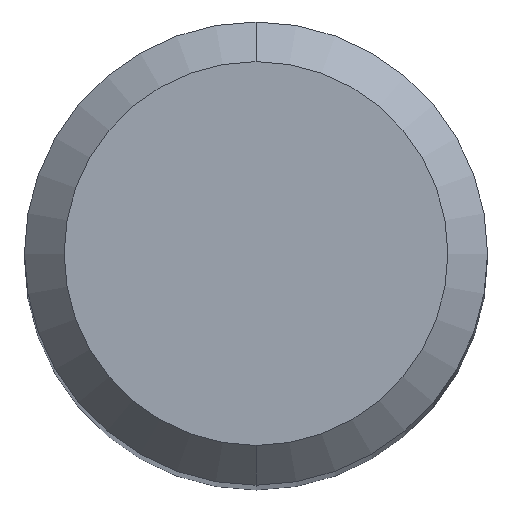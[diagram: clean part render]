
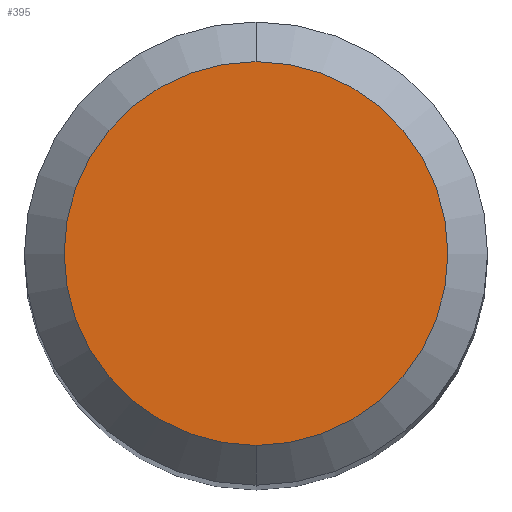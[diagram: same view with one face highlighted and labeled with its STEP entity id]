
A CAD part, top view. The second image highlights one B-rep face of the part: STEP entity #395.
In plain terms, the highlighted planar face has unit normal (0, 0, 1).
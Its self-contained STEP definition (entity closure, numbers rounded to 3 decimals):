
#273=EDGE_CURVE('',#529,#457,#635,.T.);
#373=EDGE_CURVE('',#457,#529,#743,.T.);
#395=ADVANCED_FACE('',(#767),#768,.T.);
#457=VERTEX_POINT('',#840);
#529=VERTEX_POINT('',#921);
#635=CIRCLE('',#1069,1.45);
#743=CIRCLE('',#1265,1.45);
#767=FACE_OUTER_BOUND('',#1297,.T.);
#768=PLANE('',#1298);
#840=CARTESIAN_POINT('',(0.,-1.45,0.0));
#921=CARTESIAN_POINT('',(0.0,1.45,0.0));
#1069=AXIS2_PLACEMENT_3D('',#1726,#1727,#1728);
#1265=AXIS2_PLACEMENT_3D('',#1856,#1857,#1858);
#1297=EDGE_LOOP('',(#1884,#1885));
#1298=AXIS2_PLACEMENT_3D('',#1886,#1887,#1888);
#1726=CARTESIAN_POINT('',(0.0,0.0,0.0));
#1727=DIRECTION('',(0.0,0.0,-1.0));
#1728=DIRECTION('',(0.0,1.0,0.0));
#1856=CARTESIAN_POINT('',(0.0,0.0,0.0));
#1857=DIRECTION('',(0.0,0.0,-1.0));
#1858=DIRECTION('',(0.0,1.0,0.0));
#1884=ORIENTED_EDGE('',*,*,#273,.F.);
#1885=ORIENTED_EDGE('',*,*,#373,.F.);
#1886=CARTESIAN_POINT('',(0.0,0.725,0.0));
#1887=DIRECTION('',(-0.0,0.0,1.0));
#1888=DIRECTION('',(0.0,-1.0,0.0));
